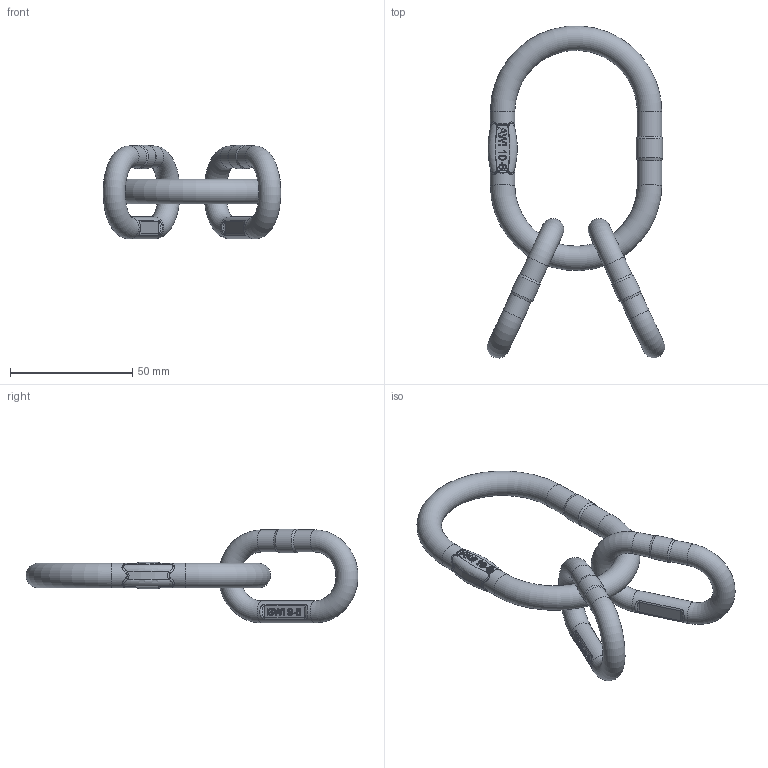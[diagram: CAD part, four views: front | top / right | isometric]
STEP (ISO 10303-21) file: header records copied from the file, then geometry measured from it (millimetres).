
FILE_DESCRIPTION(/* description */ (''),/* implementation_level */ '2;1');
FILE_NAME(/* name */ 'VWI 4-6 Kundenmodell.stp',/* time_stamp */ '2015-10-19T09:06:47+02:00',/* author */ (''),/* organization */ (''),/* preprocessor_version */ 'ST-DEVELOPER v15',/* originating_system */ 'SIEMENS PLM Software NX 9.0',/* authorisation */ '');
FILE_SCHEMA (('AUTOMOTIVE_DESIGN { 1 0 10303 214 3 1 1 1 }'));
Length unit declared in the file: millimetre
Products named in the file (1): zer189C0F9Fgdsh
Bounding box: 72.57 x 135.61 x 38.34 mm (x, y, z)
Volume: 37461.5 mm3; surface area: 15910.2 mm2
Topology: 3 solids, 3 shells, 278 faces, 658 edges, 414 vertices
Faces by surface type: plane 113, extrusion 66, bspline 48, cylinder 35, torus 10, cone 6
Full cylindrical faces by diameter (mm): 9 x6, 9.675 x2, 10 x4, 10.75 x1
Entity records: 11438 total; most frequent: CARTESIAN_POINT 5851, ORIENTED_EDGE 1250, DIRECTION 816, EDGE_CURVE 625, VERTEX_POINT 406, B_SPLINE_CURVE_WITH_KNOTS 359, EDGE_LOOP 337, VECTOR 310
